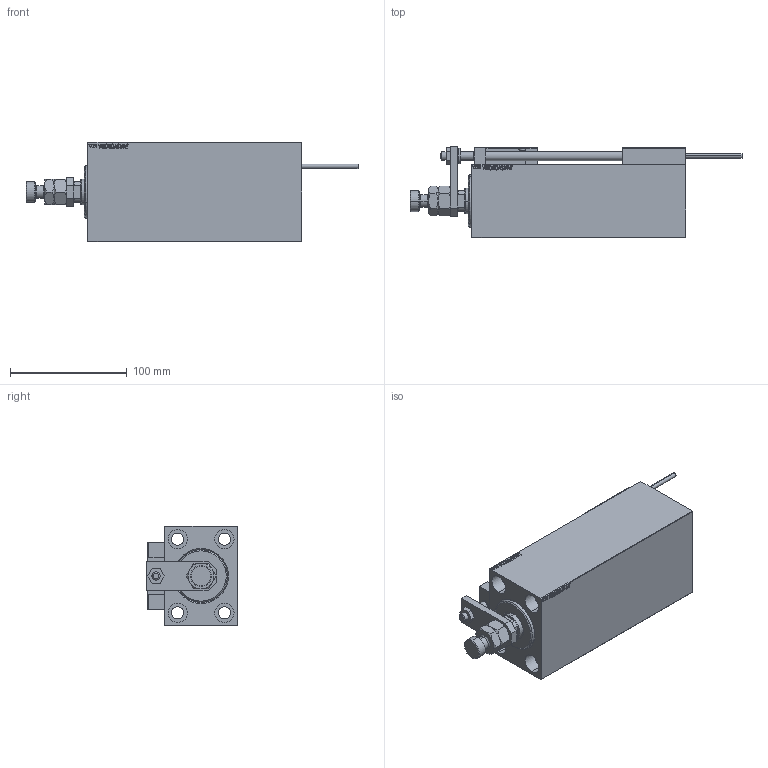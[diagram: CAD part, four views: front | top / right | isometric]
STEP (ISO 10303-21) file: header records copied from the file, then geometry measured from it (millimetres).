
FILE_DESCRIPTION (( 'STEP AP203' ), '1' );
FILE_NAME ('0b14.STEP', '2024-02-12T16:21:00', ( '' ), ( '' ), 'SwSTEP 2.0', 'SolidWorks 2019', '' );
FILE_SCHEMA (( 'CONFIG_CONTROL_DESIGN' ));
Length unit declared in the file: millimetre
Products named in the file (16): 0b14; NUT_D12 f4ec78dc42153465443c112674bac4db; ZARAZKA f4ec78dc42153465443c112674bac4db; X_Y_MFA f4ec78dc42153465443c112674bac4db; MAGNET f4ec78dc42153465443c112674bac4db; SWITCH X f4ec78dc42153465443c112674bac4db; V450CM_C_VCP f4ec78dc42153465443c112674bac4db; ALLEN BOLT D5 f4ec78dc42153465443c112674bac4db; KONCOVKA f4ec78dc42153465443c112674bac4db; V450CM_VC_B f4ec78dc42153465443c112674bac4db; Block f4ec78dc42153465443c112674bac4db; ALLEN BOLT D8 f4ec78dc42153465443c112674bac4db; SWITCH DIM B,W f4ec78dc42153465443c112674bac4db; V450CM_C_Body f4ec78dc42153465443c112674bac4db; TYC_L79 f4ec78dc42153465443c112674bac4db; SWITCH_X_FRONT_BACK f4ec78dc42153465443c112674bac4db
Assembly tree (25 placements, depth 3):
  0b14
    V450CM_C_Body f4ec78dc42153465443c112674bac4db
    SWITCH X f4ec78dc42153465443c112674bac4db
      SWITCH_X_FRONT_BACK f4ec78dc42153465443c112674bac4db  x2
      TYC_L79 f4ec78dc42153465443c112674bac4db
      Block f4ec78dc42153465443c112674bac4db  x2
      ALLEN BOLT D5 f4ec78dc42153465443c112674bac4db  x4
      ALLEN BOLT D8 f4ec78dc42153465443c112674bac4db  x4
      MAGNET f4ec78dc42153465443c112674bac4db  x2
      KONCOVKA f4ec78dc42153465443c112674bac4db  x2
    NUT_D12 f4ec78dc42153465443c112674bac4db
    SWITCH DIM B,W f4ec78dc42153465443c112674bac4db
    ZARAZKA f4ec78dc42153465443c112674bac4db
    V450CM_C_VCP f4ec78dc42153465443c112674bac4db
    V450CM_VC_B f4ec78dc42153465443c112674bac4db
    X_Y_MFA f4ec78dc42153465443c112674bac4db
Bounding box: 284 x 78.5 x 85 mm (x, y, z)
Volume: 863446.8 mm3; surface area: 170078.8 mm2
Topology: 24 solids, 24 shells, 1330 faces, 3162 edges, 2013 vertices
Faces by surface type: plane 576, bspline 380, cylinder 188, cone 134, torus 48, sphere 4
Entity records: 51704 total; most frequent: CARTESIAN_POINT 26431, ORIENTED_EDGE 5344, DIRECTION 3640, EDGE_CURVE 2672, VERTEX_POINT 1737, LINE 1500, VECTOR 1500, EDGE_LOOP 1241
